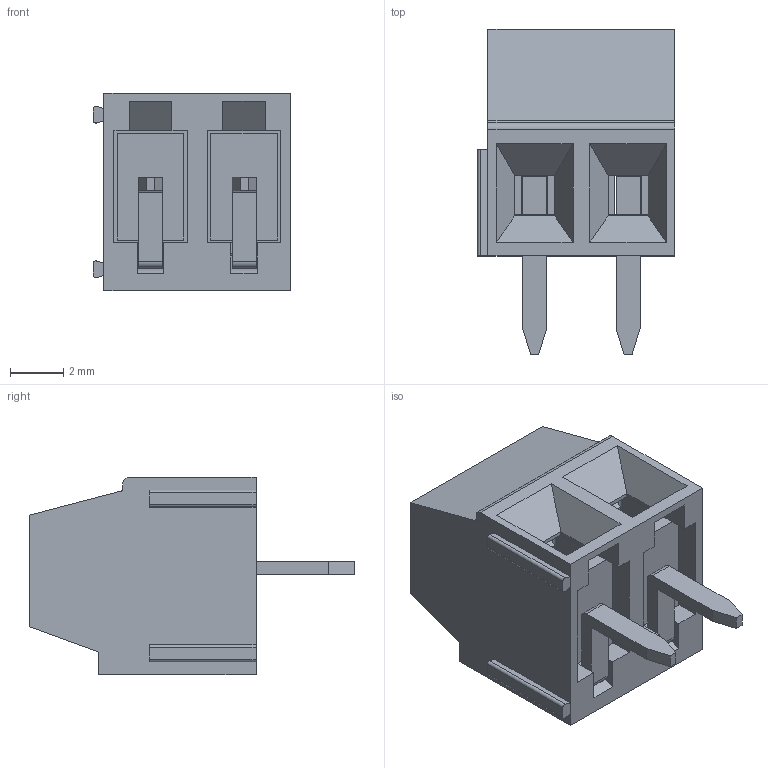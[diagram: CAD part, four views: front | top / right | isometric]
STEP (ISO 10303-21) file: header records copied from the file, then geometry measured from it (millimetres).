
FILE_DESCRIPTION (( 'STEP AP214' ), '1' );
FILE_NAME ('691214110002.STEP', '2022-04-29T09:33:39', ( '' ), ( '' ), 'SwSTEP 2.0', 'SolidWorks 2018', '' );
FILE_SCHEMA (( 'AUTOMOTIVE_DESIGN' ));
Length unit declared in the file: millimetre
Products named in the file (1): 691214110002
Bounding box: 7.4 x 12.2 x 7.4 mm (x, y, z)
Volume: 260.5 mm3; surface area: 950.6 mm2
Topology: 9 solids, 9 shells, 324 faces, 884 edges, 580 vertices
Faces by surface type: plane 170, cylinder 136, torus 10, bspline 8
Entity records: 15953 total; most frequent: CARTESIAN_POINT 4665, ORIENTED_EDGE 1768, DIRECTION 1572, EDGE_CURVE 884, VERTEX_POINT 580, LINE 554, VECTOR 554, AXIS2_PLACEMENT_3D 509
